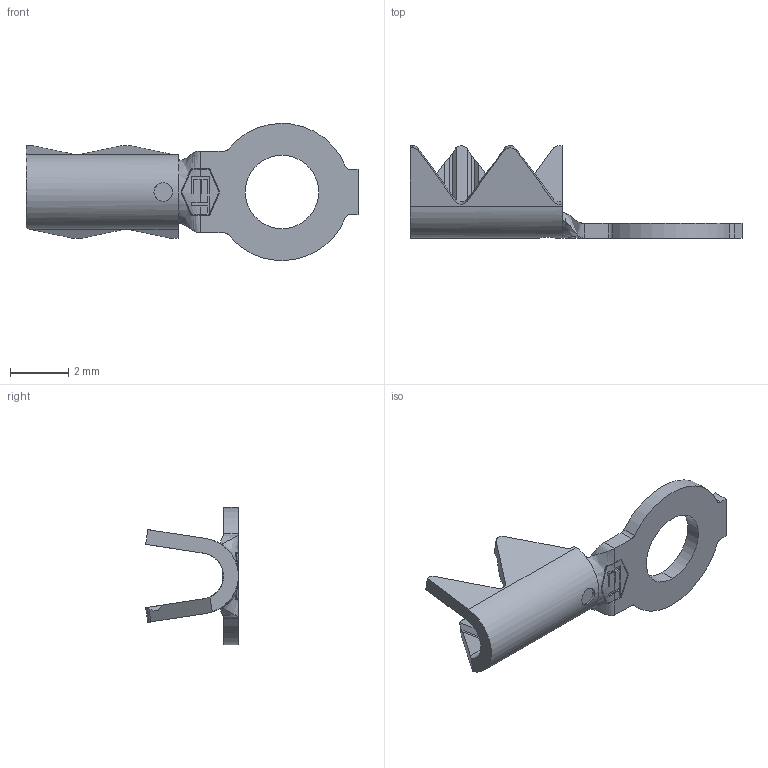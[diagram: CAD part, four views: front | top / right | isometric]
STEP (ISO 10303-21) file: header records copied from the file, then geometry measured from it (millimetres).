
FILE_DESCRIPTION (( 'STEP AP203' ), '1' );
FILE_NAME ('00387.STEP', '2015-02-06T20:08:24', ( '' ), ( '' ), 'SwSTEP 2.0', 'SolidWorks 2014', '' );
FILE_SCHEMA (( 'CONFIG_CONTROL_DESIGN' ));
Length unit declared in the file: inch
Products named in the file (1): 00387
Bounding box: 11.37 x 3.17 x 4.7 mm (x, y, z)
Volume: 20.9 mm3; surface area: 113.1 mm2
Topology: 1 solids, 1 shells, 137 faces, 363 edges, 230 vertices
Faces by surface type: plane 92, cylinder 30, cone 8, bspline 7
Entity records: 4461 total; most frequent: CARTESIAN_POINT 1054, ORIENTED_EDGE 726, DIRECTION 647, EDGE_CURVE 363, VECTOR 257, LINE 257, VERTEX_POINT 230, AXIS2_PLACEMENT_3D 195
